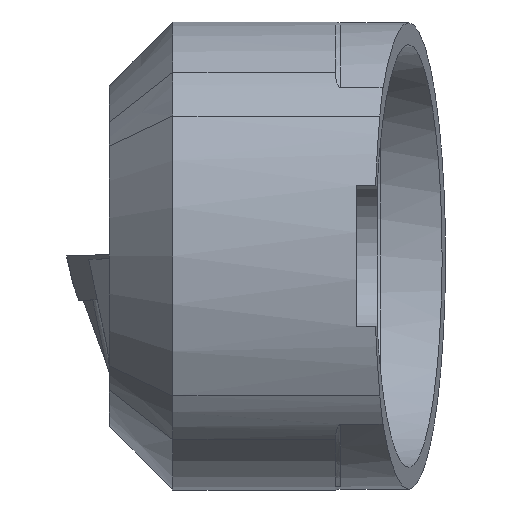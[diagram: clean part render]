
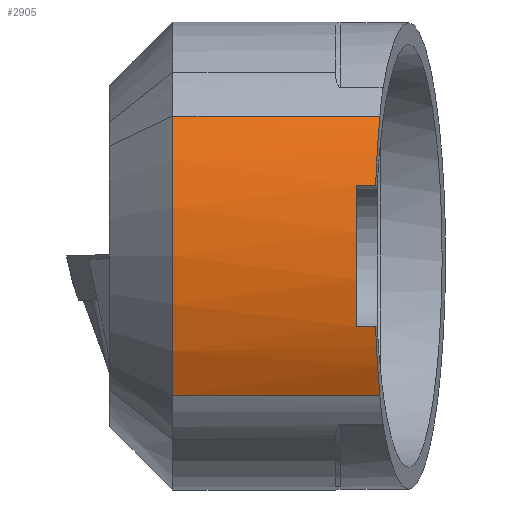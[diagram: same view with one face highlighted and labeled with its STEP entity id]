
A CAD part, front view. The second image highlights one B-rep face of the part: STEP entity #2905.
In plain terms, the highlighted cylindrical face has radius 20.9 mm (diameter 41.8 mm), a partial arc.
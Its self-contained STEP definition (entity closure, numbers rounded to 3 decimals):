
#92 = DIRECTION ( 'NONE',  ( 1., 0., 0. ) ) ;
#130 = VECTOR ( 'NONE', #2277, 1000. ) ;
#151 = EDGE_CURVE ( 'NONE', #3730, #171, #1643, .T. ) ;
#171 = VERTEX_POINT ( 'NONE', #3023 ) ;
#176 = LINE ( 'NONE', #469, #2037 ) ;
#222 = EDGE_LOOP ( 'NONE', ( #999, #1180, #1310, #2848, #3821, #3162, #1061, #1214 ) ) ;
#395 = CARTESIAN_POINT ( 'NONE',  ( 0.18, -12.89, -9.931 ) ) ;
#398 = CARTESIAN_POINT ( 'NONE',  ( -14.5, -12.89, -9.931 ) ) ;
#469 = CARTESIAN_POINT ( 'NONE',  ( -22., -12.89, 9.931 ) ) ;
#472 = DIRECTION ( 'NONE',  ( 0., 0., -1. ) ) ;
#546 = CARTESIAN_POINT ( 'NONE',  ( -1.5, -14.793, -5. ) ) ;
#547 = DIRECTION ( 'NONE',  ( 0., 0., -1. ) ) ;
#561 = CARTESIAN_POINT ( 'NONE',  ( -0.055, -14.369, 6.72 ) ) ;
#729 = CARTESIAN_POINT ( 'NONE',  ( -0.122, -14.793, -5. ) ) ;
#737 = LINE ( 'NONE', #2433, #2883 ) ;
#789 = CARTESIAN_POINT ( 'NONE',  ( -14.5, 5.5, 0. ) ) ;
#932 = CARTESIAN_POINT ( 'NONE',  ( 0.18, -12.89, 9.931 ) ) ;
#935 = DIRECTION ( 'NONE',  ( -1., 0., 0. ) ) ;
#974 = EDGE_CURVE ( 'NONE', #3730, #2658, #1638, .T. ) ;
#999 = ORIENTED_EDGE ( 'NONE', *, *, #3993, .F. ) ;
#1061 = ORIENTED_EDGE ( 'NONE', *, *, #151, .T. ) ;
#1087 = DIRECTION ( 'NONE',  ( 1., 0., 0. ) ) ;
#1121 = FACE_OUTER_BOUND ( 'NONE', #222, .T. ) ;
#1180 = ORIENTED_EDGE ( 'NONE', *, *, #3942, .F. ) ;
#1214 = ORIENTED_EDGE ( 'NONE', *, *, #1304, .T. ) ;
#1255 = CARTESIAN_POINT ( 'NONE',  ( -22., -14.793, -5. ) ) ;
#1275 = AXIS2_PLACEMENT_3D ( 'NONE', #789, #1772, #2166 ) ;
#1304 = EDGE_CURVE ( 'NONE', #171, #3401, #3321, .T. ) ;
#1310 = ORIENTED_EDGE ( 'NONE', *, *, #3467, .T. ) ;
#1450 = CARTESIAN_POINT ( 'NONE',  ( -22., 5.5, 0. ) ) ;
#1527 = DIRECTION ( 'NONE',  ( 1., 0., 0. ) ) ;
#1630 = CIRCLE ( 'NONE', #1275, 20.9 ) ;
#1638 = CIRCLE ( 'NONE', #3719, 20.9 ) ;
#1643 = LINE ( 'NONE', #1983, #130 ) ;
#1772 = DIRECTION ( 'NONE',  ( -1., 0., 0. ) ) ;
#1878 = CARTESIAN_POINT ( 'NONE',  ( 0.046, -13.732, 8.372 ) ) ;
#1983 = CARTESIAN_POINT ( 'NONE',  ( -22., -14.793, 5. ) ) ;
#2037 = VECTOR ( 'NONE', #1527, 1000. ) ;
#2166 = DIRECTION ( 'NONE',  ( 0., -1., 0. ) ) ;
#2172 = AXIS2_PLACEMENT_3D ( 'NONE', #1450, #92, #472 ) ;
#2277 = DIRECTION ( 'NONE',  ( 1., 0., 0. ) ) ;
#2433 = CARTESIAN_POINT ( 'NONE',  ( -22., -12.89, -9.931 ) ) ;
#2450 = VERTEX_POINT ( 'NONE', #3944 ) ;
#2550 = LINE ( 'NONE', #1255, #3642 ) ;
#2658 = VERTEX_POINT ( 'NONE', #546 ) ;
#2664 = EDGE_CURVE ( 'NONE', #4019, #2658, #2550, .T. ) ;
#2692 = CARTESIAN_POINT ( 'NONE',  ( -0.055, -14.369, -6.72 ) ) ;
#2763 = CARTESIAN_POINT ( 'NONE',  ( 0.18, -12.89, -9.931 ) ) ;
#2848 = ORIENTED_EDGE ( 'NONE', *, *, #3810, .T. ) ;
#2883 = VECTOR ( 'NONE', #1087, 1000. ) ;
#2905 = ADVANCED_FACE ( 'NONE', ( #1121 ), #3435, .T. ) ;
#3023 = CARTESIAN_POINT ( 'NONE',  ( -0.122, -14.793, 5. ) ) ;
#3162 = ORIENTED_EDGE ( 'NONE', *, *, #974, .F. ) ;
#3321 =( BOUNDED_CURVE ( )  B_SPLINE_CURVE ( 3, ( #3868, #561, #1878, #932 ),
 .UNSPECIFIED., .F., .T. ) 
 B_SPLINE_CURVE_WITH_KNOTS ( ( 4, 4 ),
 ( 3.383, 3.637 ),
 .UNSPECIFIED. ) 
 CURVE ( )  GEOMETRIC_REPRESENTATION_ITEM ( )  RATIONAL_B_SPLINE_CURVE ( ( 1., 0.995, 0.995, 1. ) ) 
 REPRESENTATION_ITEM ( '' )  );
#3401 = VERTEX_POINT ( 'NONE', #3963 ) ;
#3435 = CYLINDRICAL_SURFACE ( 'NONE', #2172, 20.9 ) ;
#3467 = EDGE_CURVE ( 'NONE', #4242, #4216, #737, .T. ) ;
#3484 =( BOUNDED_CURVE ( )  B_SPLINE_CURVE ( 3, ( #395, #3716, #2692, #729 ),
 .UNSPECIFIED., .F., .T. ) 
 B_SPLINE_CURVE_WITH_KNOTS ( ( 4, 4 ),
 ( 2.646, 2.9 ),
 .UNSPECIFIED. ) 
 CURVE ( )  GEOMETRIC_REPRESENTATION_ITEM ( )  RATIONAL_B_SPLINE_CURVE ( ( 1., 0.995, 0.995, 1. ) ) 
 REPRESENTATION_ITEM ( '' )  );
#3522 = CARTESIAN_POINT ( 'NONE',  ( -0.122, -14.793, -5. ) ) ;
#3642 = VECTOR ( 'NONE', #935, 1000. ) ;
#3716 = CARTESIAN_POINT ( 'NONE',  ( 0.046, -13.732, -8.372 ) ) ;
#3719 = AXIS2_PLACEMENT_3D ( 'NONE', #3892, #4202, #547 ) ;
#3730 = VERTEX_POINT ( 'NONE', #3969 ) ;
#3810 = EDGE_CURVE ( 'NONE', #4216, #4019, #3484, .T. ) ;
#3821 = ORIENTED_EDGE ( 'NONE', *, *, #2664, .T. ) ;
#3868 = CARTESIAN_POINT ( 'NONE',  ( -0.122, -14.793, 5. ) ) ;
#3892 = CARTESIAN_POINT ( 'NONE',  ( -1.5, 5.5, 0. ) ) ;
#3942 = EDGE_CURVE ( 'NONE', #4242, #2450, #1630, .T. ) ;
#3944 = CARTESIAN_POINT ( 'NONE',  ( -14.5, -12.89, 9.931 ) ) ;
#3963 = CARTESIAN_POINT ( 'NONE',  ( 0.18, -12.89, 9.931 ) ) ;
#3969 = CARTESIAN_POINT ( 'NONE',  ( -1.5, -14.793, 5. ) ) ;
#3993 = EDGE_CURVE ( 'NONE', #2450, #3401, #176, .T. ) ;
#4019 = VERTEX_POINT ( 'NONE', #3522 ) ;
#4202 = DIRECTION ( 'NONE',  ( 1., 0., 0. ) ) ;
#4216 = VERTEX_POINT ( 'NONE', #2763 ) ;
#4242 = VERTEX_POINT ( 'NONE', #398 ) ;
